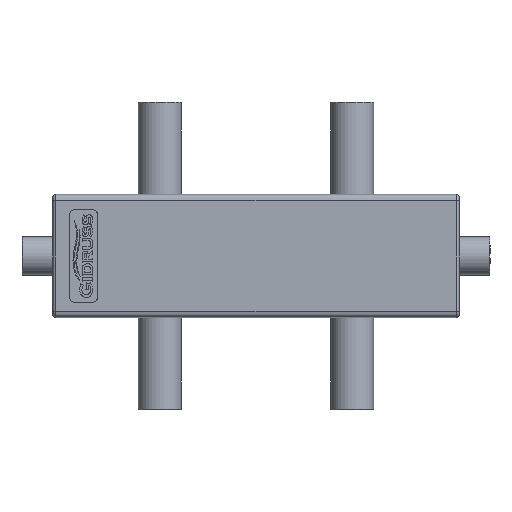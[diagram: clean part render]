
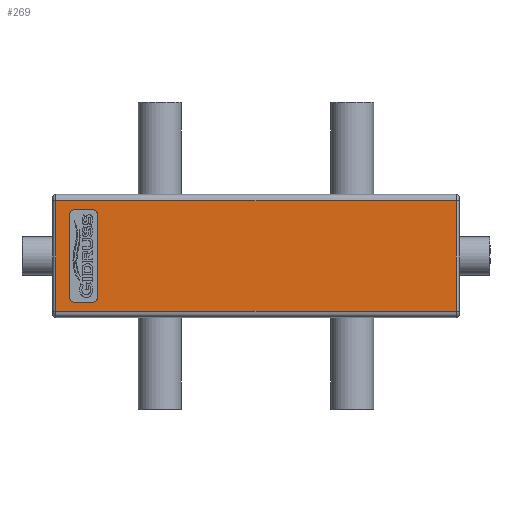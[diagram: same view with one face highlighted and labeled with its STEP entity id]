
A CAD part, left-side view. The second image highlights one B-rep face of the part: STEP entity #269.
In plain terms, the highlighted planar face has unit normal (-1, 0, 0).
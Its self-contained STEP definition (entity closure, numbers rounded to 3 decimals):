
#269=ADVANCED_FACE('',(#3509,#3511),#3513,.T.);
#3509=FACE_BOUND('',#3510,.T.);
#3510=EDGE_LOOP('',(#15635,#15636,#15637,#15638));
#3511=FACE_BOUND('',#3512,.T.);
#3512=EDGE_LOOP('',(#15639,#15640,#15641,#15642,#15643,#15644,#15645,#15646));
#3513=PLANE('',#3514);
#3514=AXIS2_PLACEMENT_3D('',#3515,#3516,#3517);
#3515=CARTESIAN_POINT('',(-40.,258.,36.));
#3516=DIRECTION('',(-1.,0.,0.));
#3517=DIRECTION('',(0.,-0.,-1.));
#15635=ORIENTED_EDGE('',*,*,#17532,.F.);
#15636=ORIENTED_EDGE('',*,*,#17487,.F.);
#15637=ORIENTED_EDGE('',*,*,#17533,.T.);
#15638=ORIENTED_EDGE('',*,*,#17534,.T.);
#15639=ORIENTED_EDGE('',*,*,#17535,.F.);
#15640=ORIENTED_EDGE('',*,*,#17536,.F.);
#15641=ORIENTED_EDGE('',*,*,#17537,.F.);
#15642=ORIENTED_EDGE('',*,*,#17538,.F.);
#15643=ORIENTED_EDGE('',*,*,#17539,.F.);
#15644=ORIENTED_EDGE('',*,*,#17540,.F.);
#15645=ORIENTED_EDGE('',*,*,#17541,.F.);
#15646=ORIENTED_EDGE('',*,*,#17542,.F.);
#17487=EDGE_CURVE('',#18474,#18472,#18476,.T.);
#17532=EDGE_CURVE('',#18472,#18554,#18555,.F.);
#17533=EDGE_CURVE('',#18474,#18556,#18557,.T.);
#17534=EDGE_CURVE('',#18556,#18554,#18558,.T.);
#17535=EDGE_CURVE('',#18559,#18560,#18561,.T.);
#17536=EDGE_CURVE('',#18562,#18559,#18563,.T.);
#17537=EDGE_CURVE('',#18564,#18562,#18565,.T.);
#17538=EDGE_CURVE('',#18566,#18564,#18567,.T.);
#17539=EDGE_CURVE('',#18568,#18566,#18569,.T.);
#17540=EDGE_CURVE('',#18570,#18568,#18571,.T.);
#17541=EDGE_CURVE('',#18572,#18570,#18573,.T.);
#17542=EDGE_CURVE('',#18560,#18572,#18574,.T.);
#18472=VERTEX_POINT('',#20151);
#18474=VERTEX_POINT('',#20156);
#18476=LINE('',#20161,#20162);
#18554=VERTEX_POINT('',#20356);
#18555=LINE('',#20357,#20358);
#18556=VERTEX_POINT('',#20360);
#18557=LINE('',#20361,#20362);
#18558=LINE('',#20364,#20365);
#18559=VERTEX_POINT('',#20367);
#18560=VERTEX_POINT('',#20368);
#18561=CIRCLE('',#20369,3.);
#18562=VERTEX_POINT('',#20373);
#18563=LINE('',#20374,#20375);
#18564=VERTEX_POINT('',#20377);
#18565=CIRCLE('',#20378,3.);
#18566=VERTEX_POINT('',#20382);
#18567=LINE('',#20383,#20384);
#18568=VERTEX_POINT('',#20386);
#18569=CIRCLE('',#20387,3.);
#18570=VERTEX_POINT('',#20391);
#18571=LINE('',#20392,#20393);
#18572=VERTEX_POINT('',#20395);
#18573=CIRCLE('',#20396,3.);
#18574=LINE('',#20400,#20401);
#20151=CARTESIAN_POINT('',(-40.,-2.,36.));
#20156=CARTESIAN_POINT('',(-40.,258.,36.));
#20161=CARTESIAN_POINT('',(-40.,258.,36.));
#20162=VECTOR('',#20163,1.);
#20163=DIRECTION('',(0.,-1.,0.));
#20356=CARTESIAN_POINT('',(-40.,-2.,-36.));
#20357=CARTESIAN_POINT('',(-40.,-2.,-36.));
#20358=VECTOR('',#20359,1.);
#20359=DIRECTION('',(0.,0.,1.));
#20360=CARTESIAN_POINT('',(-40.,258.,-36.));
#20361=CARTESIAN_POINT('',(-40.,258.,36.));
#20362=VECTOR('',#20363,1.);
#20363=DIRECTION('',(0.,0.,-1.));
#20364=CARTESIAN_POINT('',(-40.,258.,-36.));
#20365=VECTOR('',#20366,1.);
#20366=DIRECTION('',(0.,-1.,0.));
#20367=CARTESIAN_POINT('',(-40.,246.,30.));
#20368=CARTESIAN_POINT('',(-40.,249.,27.));
#20369=AXIS2_PLACEMENT_3D('',#20370,#20371,#20372);
#20370=CARTESIAN_POINT('',(-40.,246.,27.));
#20371=DIRECTION('',(-1.,0.,0.));
#20372=DIRECTION('',(0.,0.,1.));
#20373=CARTESIAN_POINT('',(-40.,234.,30.));
#20374=CARTESIAN_POINT('',(-40.,234.,30.));
#20375=VECTOR('',#20376,1.);
#20376=DIRECTION('',(0.,1.,0.));
#20377=CARTESIAN_POINT('',(-40.,231.,27.));
#20378=AXIS2_PLACEMENT_3D('',#20379,#20380,#20381);
#20379=CARTESIAN_POINT('',(-40.,234.,27.));
#20380=DIRECTION('',(-1.,0.,0.));
#20381=DIRECTION('',(0.,-1.,0.));
#20382=CARTESIAN_POINT('',(-40.,231.,-27.));
#20383=CARTESIAN_POINT('',(-40.,231.,-27.));
#20384=VECTOR('',#20385,1.);
#20385=DIRECTION('',(0.,0.,1.));
#20386=CARTESIAN_POINT('',(-40.,234.,-30.));
#20387=AXIS2_PLACEMENT_3D('',#20388,#20389,#20390);
#20388=CARTESIAN_POINT('',(-40.,234.,-27.));
#20389=DIRECTION('',(-1.,0.,0.));
#20390=DIRECTION('',(0.,0.,-1.));
#20391=CARTESIAN_POINT('',(-40.,246.,-30.));
#20392=CARTESIAN_POINT('',(-40.,246.,-30.));
#20393=VECTOR('',#20394,1.);
#20394=DIRECTION('',(0.,-1.,0.));
#20395=CARTESIAN_POINT('',(-40.,249.,-27.));
#20396=AXIS2_PLACEMENT_3D('',#20397,#20398,#20399);
#20397=CARTESIAN_POINT('',(-40.,246.,-27.));
#20398=DIRECTION('',(-1.,0.,0.));
#20399=DIRECTION('',(0.,1.,0.));
#20400=CARTESIAN_POINT('',(-40.,249.,27.));
#20401=VECTOR('',#20402,1.);
#20402=DIRECTION('',(0.,0.,-1.));
